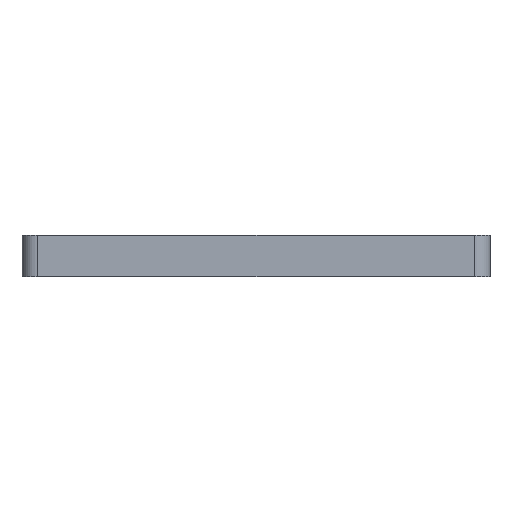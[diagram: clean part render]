
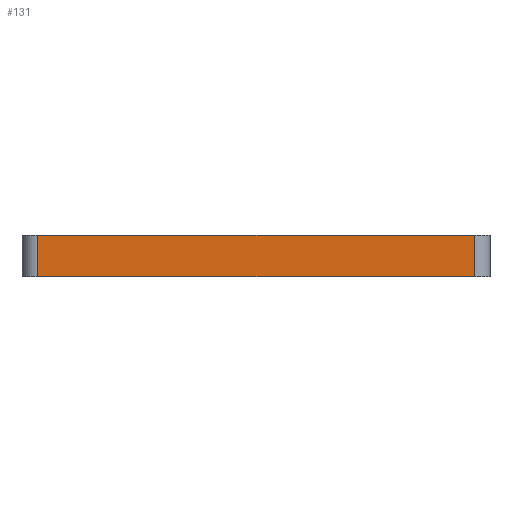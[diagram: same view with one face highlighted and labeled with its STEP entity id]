
A CAD part, left-side view. The second image highlights one B-rep face of the part: STEP entity #131.
In plain terms, the highlighted planar face has unit normal (-1, 0, 0).
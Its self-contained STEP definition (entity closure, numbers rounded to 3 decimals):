
#11 = VECTOR ( 'NONE', #1398, 1000. ) ;
#35 = EDGE_CURVE ( 'NONE', #1416, #1098, #358, .T. ) ;
#131 = ADVANCED_FACE ( 'NONE', ( #1129 ), #451, .F. ) ;
#155 = CARTESIAN_POINT ( 'NONE',  ( -0.032, 97.03, 0. ) ) ;
#184 = CARTESIAN_POINT ( 'NONE',  ( -0.032, 13.03, 8. ) ) ;
#358 = LINE ( 'NONE', #382, #982 ) ;
#382 = CARTESIAN_POINT ( 'NONE',  ( -0.032, 13.03, 8. ) ) ;
#443 = EDGE_CURVE ( 'NONE', #1098, #576, #912, .T. ) ;
#451 = PLANE ( 'NONE',  #1905 ) ;
#476 = LINE ( 'NONE', #1867, #1007 ) ;
#495 = EDGE_LOOP ( 'NONE', ( #1011, #1746, #1396, #1943 ) ) ;
#513 = VECTOR ( 'NONE', #1750, 1000. ) ;
#568 = CARTESIAN_POINT ( 'NONE',  ( -0.032, 13.03, 0. ) ) ;
#576 = VERTEX_POINT ( 'NONE', #568 ) ;
#610 = DIRECTION ( 'NONE',  ( 1., 0., 0. ) ) ;
#766 = DIRECTION ( 'NONE',  ( 0., 0., -1. ) ) ;
#912 = LINE ( 'NONE', #1932, #513 ) ;
#964 = CARTESIAN_POINT ( 'NONE',  ( -0.032, 13.03, 8. ) ) ;
#982 = VECTOR ( 'NONE', #1263, 1000. ) ;
#1007 = VECTOR ( 'NONE', #1178, 1000. ) ;
#1011 = ORIENTED_EDGE ( 'NONE', *, *, #2202, .T. ) ;
#1056 = CARTESIAN_POINT ( 'NONE',  ( -0.032, 97.03, 8. ) ) ;
#1098 = VERTEX_POINT ( 'NONE', #184 ) ;
#1129 = FACE_OUTER_BOUND ( 'NONE', #495, .T. ) ;
#1178 = DIRECTION ( 'NONE',  ( 0., -1., 0. ) ) ;
#1263 = DIRECTION ( 'NONE',  ( 0., -1., 0. ) ) ;
#1379 = VERTEX_POINT ( 'NONE', #155 ) ;
#1396 = ORIENTED_EDGE ( 'NONE', *, *, #35, .F. ) ;
#1398 = DIRECTION ( 'NONE',  ( 0., 0., -1. ) ) ;
#1416 = VERTEX_POINT ( 'NONE', #2060 ) ;
#1746 = ORIENTED_EDGE ( 'NONE', *, *, #443, .F. ) ;
#1750 = DIRECTION ( 'NONE',  ( 0., 0., -1. ) ) ;
#1779 = LINE ( 'NONE', #1056, #11 ) ;
#1867 = CARTESIAN_POINT ( 'NONE',  ( -0.032, 13.03, 0. ) ) ;
#1870 = EDGE_CURVE ( 'NONE', #1416, #1379, #1779, .T. ) ;
#1905 = AXIS2_PLACEMENT_3D ( 'NONE', #964, #610, #766 ) ;
#1932 = CARTESIAN_POINT ( 'NONE',  ( -0.032, 13.03, 8. ) ) ;
#1943 = ORIENTED_EDGE ( 'NONE', *, *, #1870, .T. ) ;
#2060 = CARTESIAN_POINT ( 'NONE',  ( -0.032, 97.03, 8. ) ) ;
#2202 = EDGE_CURVE ( 'NONE', #1379, #576, #476, .T. ) ;
